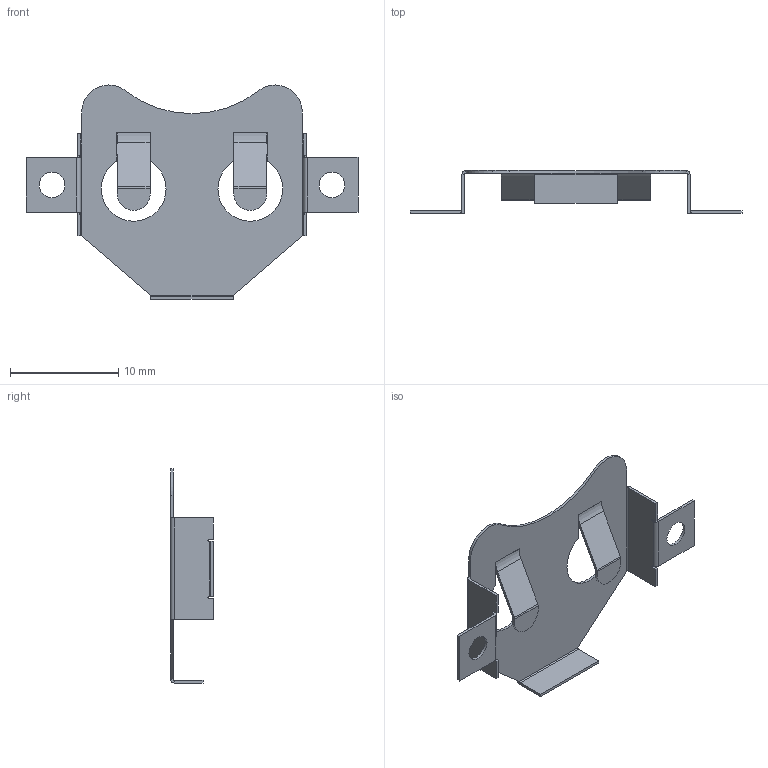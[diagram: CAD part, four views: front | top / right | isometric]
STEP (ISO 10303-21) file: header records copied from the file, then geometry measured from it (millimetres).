
FILE_DESCRIPTION (( 'STEP AP214' ), '1' );
FILE_NAME ('BK-883.STEP', '2019-10-13T14:40:03', ( '' ), ( '' ), 'SwSTEP 2.0', 'SolidWorks 2017', '' );
FILE_SCHEMA (( 'AUTOMOTIVE_DESIGN' ));
Length unit declared in the file: millimetre
Products named in the file (1): BK-883
Bounding box: 30.73 x 3.96 x 19.81 mm (x, y, z)
Volume: 111.3 mm3; surface area: 945.4 mm2
Topology: 3 solids, 3 shells, 124 faces, 290 edges, 172 vertices
Faces by surface type: plane 83, cylinder 41
Entity records: 3532 total; most frequent: DIRECTION 622, CARTESIAN_POINT 587, ORIENTED_EDGE 580, EDGE_CURVE 290, VECTOR 208, LINE 208, AXIS2_PLACEMENT_3D 207, VERTEX_POINT 172
